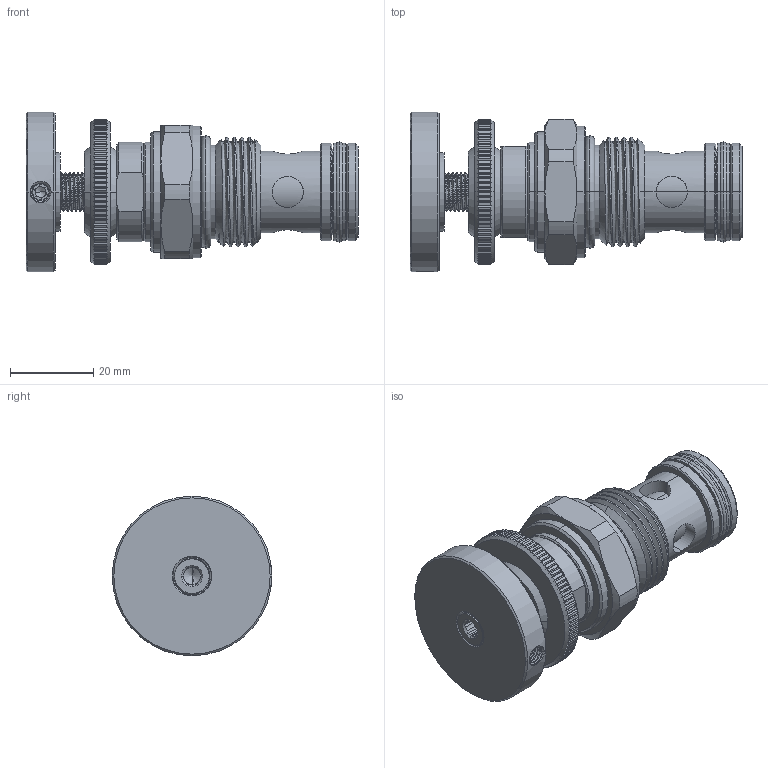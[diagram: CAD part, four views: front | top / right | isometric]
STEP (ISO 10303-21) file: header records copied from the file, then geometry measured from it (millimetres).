
FILE_DESCRIPTION (( 'STEP AP203' ), '1' );
FILE_NAME ('NV17E20-B.STEP', '2020-03-19T06:21:06', ( '' ), ( '' ), 'SwSTEP 2.0', 'SolidWorks 2018', '' );
FILE_SCHEMA (( 'CONFIG_CONTROL_DESIGN' ));
Length unit declared in the file: millimetre
Products named in the file (1): NV17E20-B
Bounding box: 79.85 x 38.4 x 38.4 mm (x, y, z)
Volume: 41543 mm3; surface area: 15738.6 mm2
Topology: 7 solids, 7 shells, 643 faces, 1782 edges, 1163 vertices
Faces by surface type: cylinder 273, plane 260, cone 68, bspline 28, torus 14
Entity records: 41925 total; most frequent: CARTESIAN_POINT 27019, ORIENTED_EDGE 3556, DIRECTION 2605, EDGE_CURVE 1778, VERTEX_POINT 1163, AXIS2_PLACEMENT_3D 1015, EDGE_LOOP 669, ADVANCED_FACE 643
